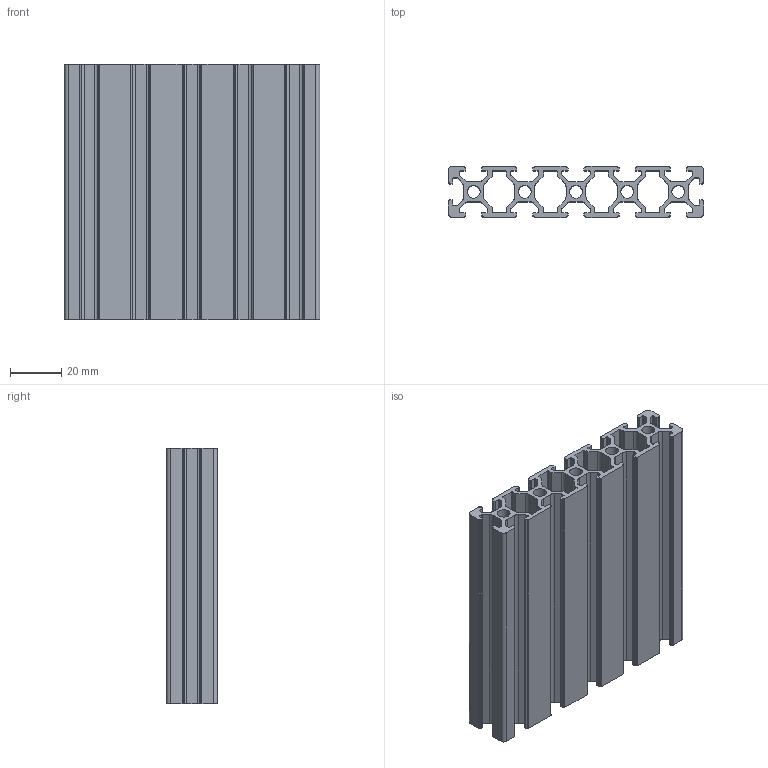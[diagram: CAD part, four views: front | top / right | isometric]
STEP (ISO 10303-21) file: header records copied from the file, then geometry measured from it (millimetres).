
FILE_DESCRIPTION (( 'STEP AP203' ), '1' );
FILE_NAME ('JL-6-20100E.STEP', '2019-07-24T00:07:26', ( 'User' ), ( 'China' ), 'SwSTEP 2.0', 'SolidWorks 2015', '' );
FILE_SCHEMA (( 'CONFIG_CONTROL_DESIGN' ));
Length unit declared in the file: millimetre
Products named in the file (1): JL-6-20100E
Bounding box: 100 x 20 x 100 mm (x, y, z)
Volume: 67894 mm3; surface area: 73277.4 mm2
Topology: 1 solids, 1 shells, 581 faces, 1710 edges, 1140 vertices
Faces by surface type: plane 348, cylinder 205, bspline 28
Entity records: 20359 total; most frequent: CARTESIAN_POINT 4540, ORIENTED_EDGE 3420, DIRECTION 3172, EDGE_CURVE 1710, VECTOR 1244, LINE 1244, VERTEX_POINT 1140, AXIS2_PLACEMENT_3D 964
